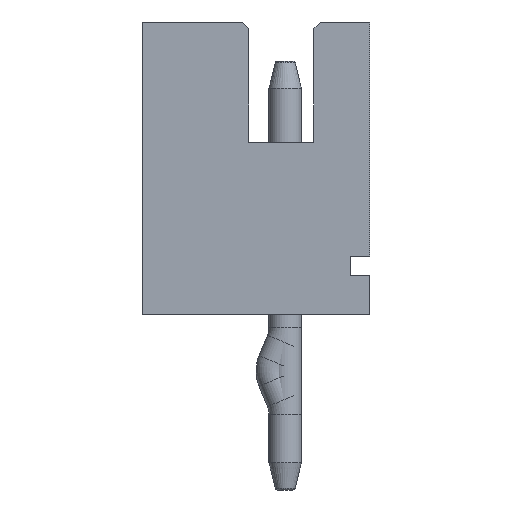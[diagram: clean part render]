
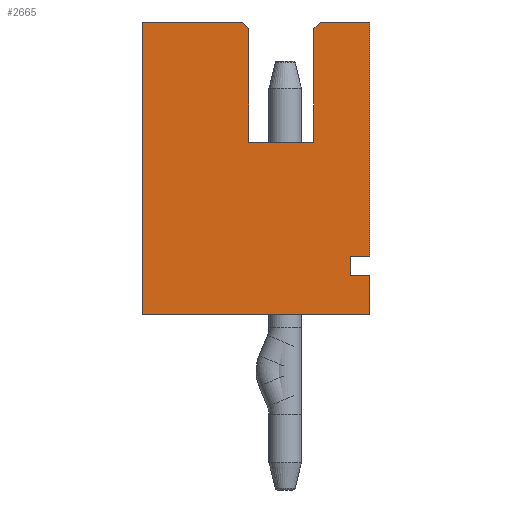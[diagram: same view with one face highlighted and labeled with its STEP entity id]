
A CAD part, left-side view. The second image highlights one B-rep face of the part: STEP entity #2665.
In plain terms, the highlighted planar face has unit normal (-1, 0, 0).
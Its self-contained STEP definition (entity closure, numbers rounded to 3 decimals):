
#166=LINE('',#3867,#494);
#228=LINE('',#3982,#556);
#236=LINE('',#3997,#564);
#273=LINE('',#4082,#601);
#287=LINE('',#4110,#615);
#288=LINE('',#4112,#616);
#289=LINE('',#4114,#617);
#290=LINE('',#4116,#618);
#291=LINE('',#4118,#619);
#292=LINE('',#4120,#620);
#293=LINE('',#4122,#621);
#294=LINE('',#4123,#622);
#295=LINE('',#4125,#623);
#296=LINE('',#4127,#624);
#494=VECTOR('',#3101,1000.);
#556=VECTOR('',#3165,1000.);
#564=VECTOR('',#3175,1000.);
#601=VECTOR('',#3234,1000.);
#615=VECTOR('',#3252,1000.);
#616=VECTOR('',#3253,1000.);
#617=VECTOR('',#3254,1000.);
#618=VECTOR('',#3255,1000.);
#619=VECTOR('',#3256,1000.);
#620=VECTOR('',#3257,1000.);
#621=VECTOR('',#3258,1000.);
#622=VECTOR('',#3259,1000.);
#623=VECTOR('',#3260,1000.);
#624=VECTOR('',#3261,1000.);
#985=ORIENTED_EDGE('',*,*,#1689,.T.);
#986=ORIENTED_EDGE('',*,*,#1690,.T.);
#987=ORIENTED_EDGE('',*,*,#1691,.F.);
#988=ORIENTED_EDGE('',*,*,#1692,.F.);
#989=ORIENTED_EDGE('',*,*,#1693,.F.);
#990=ORIENTED_EDGE('',*,*,#1694,.T.);
#991=ORIENTED_EDGE('',*,*,#1695,.T.);
#992=ORIENTED_EDGE('',*,*,#1621,.T.);
#993=ORIENTED_EDGE('',*,*,#1559,.T.);
#994=ORIENTED_EDGE('',*,*,#1629,.T.);
#995=ORIENTED_EDGE('',*,*,#1696,.T.);
#996=ORIENTED_EDGE('',*,*,#1697,.T.);
#997=ORIENTED_EDGE('',*,*,#1698,.T.);
#998=ORIENTED_EDGE('',*,*,#1675,.T.);
#1559=EDGE_CURVE('',#1924,#1923,#166,.T.);
#1621=EDGE_CURVE('',#1976,#1924,#228,.T.);
#1629=EDGE_CURVE('',#1923,#1981,#236,.T.);
#1675=EDGE_CURVE('',#2019,#2020,#273,.T.);
#1689=EDGE_CURVE('',#2020,#2031,#287,.T.);
#1690=EDGE_CURVE('',#2031,#2032,#288,.T.);
#1691=EDGE_CURVE('',#2033,#2032,#289,.T.);
#1692=EDGE_CURVE('',#2034,#2033,#290,.T.);
#1693=EDGE_CURVE('',#2035,#2034,#291,.T.);
#1694=EDGE_CURVE('',#2035,#2036,#292,.T.);
#1695=EDGE_CURVE('',#2036,#1976,#293,.T.);
#1696=EDGE_CURVE('',#1981,#2037,#294,.T.);
#1697=EDGE_CURVE('',#2037,#2038,#295,.T.);
#1698=EDGE_CURVE('',#2038,#2019,#296,.T.);
#1923=VERTEX_POINT('',#3866);
#1924=VERTEX_POINT('',#3868);
#1976=VERTEX_POINT('',#3983);
#1981=VERTEX_POINT('',#3996);
#2019=VERTEX_POINT('',#4083);
#2020=VERTEX_POINT('',#4084);
#2031=VERTEX_POINT('',#4111);
#2032=VERTEX_POINT('',#4113);
#2033=VERTEX_POINT('',#4115);
#2034=VERTEX_POINT('',#4117);
#2035=VERTEX_POINT('',#4119);
#2036=VERTEX_POINT('',#4121);
#2037=VERTEX_POINT('',#4124);
#2038=VERTEX_POINT('',#4126);
#2187=EDGE_LOOP('',(#985,#986,#987,#988,#989,#990,#991,#992,#993,#994,#995,
#996,#997,#998));
#2377=FACE_BOUND('',#2187,.T.);
#2547=PLANE('',#2864);
#2665=ADVANCED_FACE('',(#2377),#2547,.T.);
#2864=AXIS2_PLACEMENT_3D('',#4109,#3250,#3251);
#3101=DIRECTION('',(0.,-1.,0.));
#3165=DIRECTION('',(0.,0.,-1.));
#3175=DIRECTION('',(0.,0.,1.));
#3234=DIRECTION('',(0.,0.,1.));
#3250=DIRECTION('',(-1.,0.,0.));
#3251=DIRECTION('',(0.,0.,1.));
#3252=DIRECTION('',(0.,1.,0.));
#3253=DIRECTION('',(0.,0.707,-0.707));
#3254=DIRECTION('',(0.,0.,1.));
#3255=DIRECTION('',(0.,-1.,0.));
#3256=DIRECTION('',(0.,0.,-1.));
#3257=DIRECTION('',(0.,0.707,0.707));
#3258=DIRECTION('',(0.,1.,0.));
#3259=DIRECTION('',(0.,1.,0.));
#3260=DIRECTION('',(0.,0.,1.));
#3261=DIRECTION('',(0.,-1.,0.));
#3866=CARTESIAN_POINT('',(-7.5,-1.75,-2.25));
#3867=CARTESIAN_POINT('',(-7.5,1.75,-2.25));
#3868=CARTESIAN_POINT('',(-7.5,1.75,-2.25));
#3982=CARTESIAN_POINT('',(-7.5,1.75,2.25));
#3983=CARTESIAN_POINT('',(-7.5,1.75,2.25));
#3996=CARTESIAN_POINT('',(-7.5,-1.75,-1.65));
#3997=CARTESIAN_POINT('',(-7.5,-1.75,-2.25));
#4082=CARTESIAN_POINT('',(-7.5,-1.75,-2.25));
#4083=CARTESIAN_POINT('',(-7.5,-1.75,-1.35));
#4084=CARTESIAN_POINT('',(-7.5,-1.75,2.25));
#4109=CARTESIAN_POINT('',(-7.5,0.,0.));
#4110=CARTESIAN_POINT('',(-7.5,-1.75,2.25));
#4111=CARTESIAN_POINT('',(-7.5,-0.99,2.25));
#4112=CARTESIAN_POINT('',(-7.5,0.63,0.63));
#4113=CARTESIAN_POINT('',(-7.5,-0.89,2.15));
#4114=CARTESIAN_POINT('',(-7.5,-0.89,0.4));
#4115=CARTESIAN_POINT('',(-7.5,-0.89,0.4));
#4116=CARTESIAN_POINT('',(-7.5,0.11,0.4));
#4117=CARTESIAN_POINT('',(-7.5,0.11,0.4));
#4118=CARTESIAN_POINT('',(-7.5,0.11,2.25));
#4119=CARTESIAN_POINT('',(-7.5,0.11,2.15));
#4120=CARTESIAN_POINT('',(-7.5,-1.02,1.02));
#4121=CARTESIAN_POINT('',(-7.5,0.21,2.25));
#4122=CARTESIAN_POINT('',(-7.5,-1.75,2.25));
#4123=CARTESIAN_POINT('',(-7.5,0.,-1.65));
#4124=CARTESIAN_POINT('',(-7.5,-1.45,-1.65));
#4125=CARTESIAN_POINT('',(-7.5,-1.45,0.));
#4126=CARTESIAN_POINT('',(-7.5,-1.45,-1.35));
#4127=CARTESIAN_POINT('',(-7.5,0.,-1.35));
